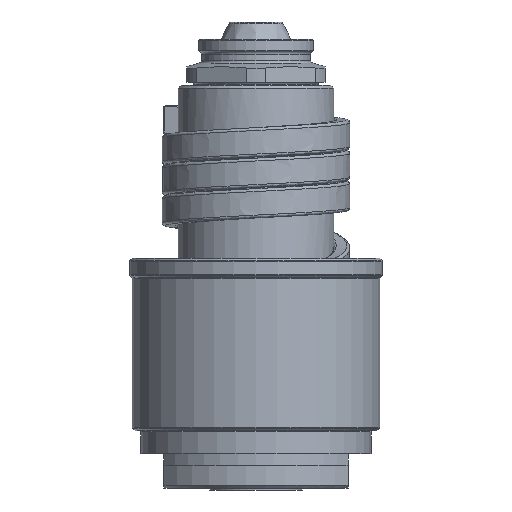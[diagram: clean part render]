
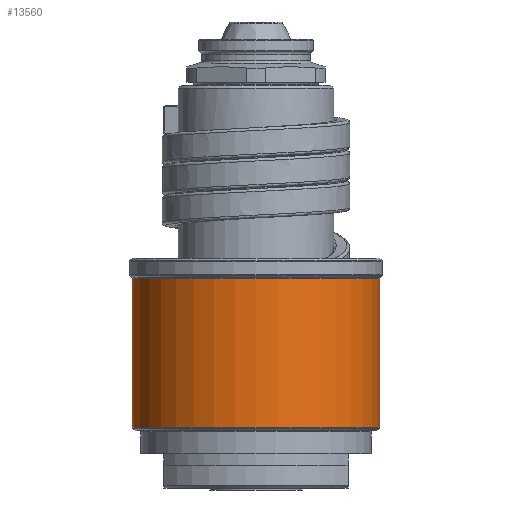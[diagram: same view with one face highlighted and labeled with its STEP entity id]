
A CAD part, front view. The second image highlights one B-rep face of the part: STEP entity #13560.
In plain terms, the highlighted cylindrical face has radius 21.5 mm (diameter 43 mm), a partial arc.
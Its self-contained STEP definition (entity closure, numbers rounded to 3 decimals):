
#5053=CARTESIAN_POINT('',(0.,0.,10.583));
#5054=DIRECTION('',(0.,0.,1.));
#5055=DIRECTION('',(-1.,0.,0.));
#5056=AXIS2_PLACEMENT_3D('',#5053,#5054,#5055);
#5058=DIRECTION('',(0.,0.,-1.));
#5059=VECTOR('',#5058,25.834);
#5060=CARTESIAN_POINT('',(-21.5,0.,36.417));
#5061=LINE('',#5060,#5059);
#5062=CARTESIAN_POINT('',(0.,0.,36.417));
#5063=DIRECTION('',(0.,0.,1.));
#5064=DIRECTION('',(-1.,0.,0.));
#5065=AXIS2_PLACEMENT_3D('',#5062,#5063,#5064);
#5067=DIRECTION('',(0.,0.,-1.));
#5068=VECTOR('',#5067,25.834);
#5069=CARTESIAN_POINT('',(21.5,0.,36.417));
#5070=LINE('',#5069,#5068);
#5411=CARTESIAN_POINT('',(21.5,0.,36.417));
#5412=CARTESIAN_POINT('',(-21.5,0.,36.417));
#5413=VERTEX_POINT('',#5411);
#5414=VERTEX_POINT('',#5412);
#5437=CARTESIAN_POINT('',(21.5,0.,10.583));
#5438=VERTEX_POINT('',#5437);
#5439=CARTESIAN_POINT('',(-21.5,0.,10.583));
#5440=VERTEX_POINT('',#5439);
#13548=CARTESIAN_POINT('',(0.,0.,8.5));
#13549=DIRECTION('',(0.,0.,1.));
#13550=DIRECTION('',(-1.,0.,0.));
#13551=AXIS2_PLACEMENT_3D('',#13548,#13549,#13550);
#13552=CYLINDRICAL_SURFACE('',#13551,21.5);
#13553=ORIENTED_EDGE('',*,*,#11699,.F.);
#13554=ORIENTED_EDGE('',*,*,#11680,.F.);
#13556=ORIENTED_EDGE('',*,*,#13555,.T.);
#13557=ORIENTED_EDGE('',*,*,#11676,.T.);
#13558=EDGE_LOOP('',(#13553,#13554,#13556,#13557));
#13559=FACE_OUTER_BOUND('',#13558,.F.);
#5057=CIRCLE('',#5056,21.5);
#5066=CIRCLE('',#5065,21.5);
#11676=EDGE_CURVE('',#5413,#5438,#5070,.T.);
#11680=EDGE_CURVE('',#5414,#5440,#5061,.T.);
#11699=EDGE_CURVE('',#5440,#5438,#5057,.T.);
#13555=EDGE_CURVE('',#5414,#5413,#5066,.T.);
#13560=ADVANCED_FACE('',(#13559),#13552,.T.);
